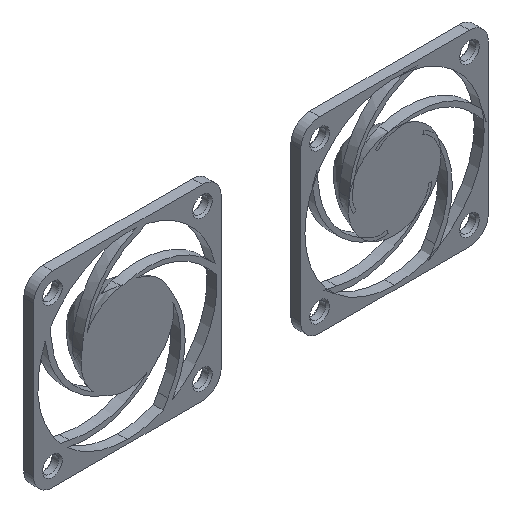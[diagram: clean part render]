
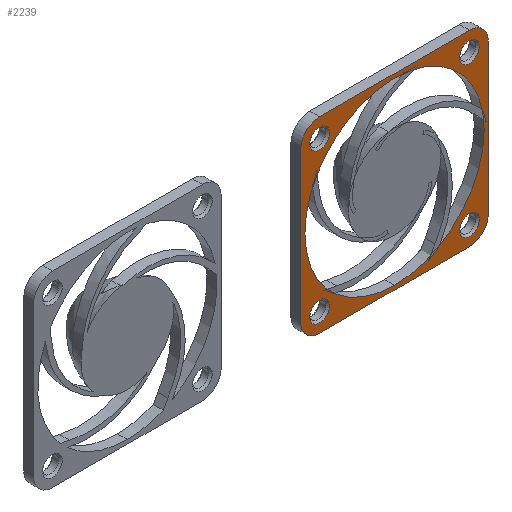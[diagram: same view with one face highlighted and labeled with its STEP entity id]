
A CAD part, isometric view. The second image highlights one B-rep face of the part: STEP entity #2239.
In plain terms, the highlighted planar face has unit normal (0, -1, 0).
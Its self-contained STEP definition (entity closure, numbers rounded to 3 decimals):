
#38=FACE_BOUND('',#688,.T.);
#39=FACE_BOUND('',#689,.T.);
#40=FACE_BOUND('',#690,.T.);
#41=FACE_BOUND('',#691,.T.);
#42=FACE_BOUND('',#692,.T.);
#73=B_SPLINE_CURVE_WITH_KNOTS('',3,(#3213,#3214,#3215,#3216),
 .UNSPECIFIED.,.F.,.F.,(4,4),(0.,0.012),.UNSPECIFIED.);
#75=B_SPLINE_CURVE_WITH_KNOTS('',3,(#3286,#3287,#3288,#3289),
 .UNSPECIFIED.,.F.,.F.,(4,4),(0.,0.012),.UNSPECIFIED.);
#150=LINE('',#3234,#304);
#164=LINE('',#3310,#318);
#167=LINE('',#3318,#321);
#176=LINE('',#3349,#330);
#304=VECTOR('',#2605,10.);
#318=VECTOR('',#2671,10.);
#321=VECTOR('',#2680,10.);
#330=VECTOR('',#2719,10.);
#552=FACE_OUTER_BOUND('',#687,.T.);
#687=EDGE_LOOP('',(#1598,#1599,#1600,#1601,#1602,#1603,#1604,#1605));
#688=EDGE_LOOP('',(#1606));
#689=EDGE_LOOP('',(#1607));
#690=EDGE_LOOP('',(#1608,#1609,#1610,#1611));
#691=EDGE_LOOP('',(#1612));
#692=EDGE_LOOP('',(#1613));
#812=CIRCLE('',#2368,19.132);
#814=CIRCLE('',#2371,4.);
#816=CIRCLE('',#2375,4.);
#823=CIRCLE('',#2386,2.1);
#825=CIRCLE('',#2390,2.1);
#826=CIRCLE('',#2392,19.132);
#832=CIRCLE('',#2401,4.);
#833=CIRCLE('',#2404,4.);
#837=CIRCLE('',#2412,2.1);
#839=CIRCLE('',#2416,2.1);
#922=VERTEX_POINT('',#3196);
#923=VERTEX_POINT('',#3197);
#926=VERTEX_POINT('',#3212);
#928=VERTEX_POINT('',#3224);
#929=VERTEX_POINT('',#3225);
#932=VERTEX_POINT('',#3233);
#934=VERTEX_POINT('',#3239);
#941=VERTEX_POINT('',#3261);
#943=VERTEX_POINT('',#3269);
#944=VERTEX_POINT('',#3273);
#952=VERTEX_POINT('',#3309);
#953=VERTEX_POINT('',#3313);
#954=VERTEX_POINT('',#3317);
#955=VERTEX_POINT('',#3321);
#959=VERTEX_POINT('',#3337);
#961=VERTEX_POINT('',#3345);
#1146=EDGE_CURVE('',#922,#923,#812,.T.);
#1150=EDGE_CURVE('',#926,#922,#73,.T.);
#1153=EDGE_CURVE('',#928,#929,#814,.T.);
#1157=EDGE_CURVE('',#932,#929,#150,.T.);
#1160=EDGE_CURVE('',#932,#934,#816,.T.);
#1172=EDGE_CURVE('',#941,#941,#823,.T.);
#1175=EDGE_CURVE('',#943,#943,#825,.T.);
#1177=EDGE_CURVE('',#944,#923,#826,.T.);
#1180=EDGE_CURVE('',#926,#944,#75,.T.);
#1189=EDGE_CURVE('',#952,#928,#164,.T.);
#1191=EDGE_CURVE('',#952,#953,#832,.T.);
#1193=EDGE_CURVE('',#954,#953,#167,.T.);
#1195=EDGE_CURVE('',#954,#955,#833,.T.);
#1204=EDGE_CURVE('',#959,#959,#837,.T.);
#1207=EDGE_CURVE('',#961,#961,#839,.T.);
#1209=EDGE_CURVE('',#934,#955,#176,.T.);
#1598=ORIENTED_EDGE('',*,*,#1209,.T.);
#1599=ORIENTED_EDGE('',*,*,#1195,.F.);
#1600=ORIENTED_EDGE('',*,*,#1193,.T.);
#1601=ORIENTED_EDGE('',*,*,#1191,.F.);
#1602=ORIENTED_EDGE('',*,*,#1189,.T.);
#1603=ORIENTED_EDGE('',*,*,#1153,.T.);
#1604=ORIENTED_EDGE('',*,*,#1157,.F.);
#1605=ORIENTED_EDGE('',*,*,#1160,.T.);
#1606=ORIENTED_EDGE('',*,*,#1172,.T.);
#1607=ORIENTED_EDGE('',*,*,#1175,.T.);
#1608=ORIENTED_EDGE('',*,*,#1146,.F.);
#1609=ORIENTED_EDGE('',*,*,#1150,.F.);
#1610=ORIENTED_EDGE('',*,*,#1180,.T.);
#1611=ORIENTED_EDGE('',*,*,#1177,.T.);
#1612=ORIENTED_EDGE('',*,*,#1207,.F.);
#1613=ORIENTED_EDGE('',*,*,#1204,.F.);
#2175=PLANE('',#2417);
#2239=ADVANCED_FACE('',(#552,#38,#39,#40,#41,#42),#2175,.T.);
#2368=AXIS2_PLACEMENT_3D('',#3198,#2588,#2589);
#2371=AXIS2_PLACEMENT_3D('',#3226,#2597,#2598);
#2375=AXIS2_PLACEMENT_3D('',#3240,#2610,#2611);
#2386=AXIS2_PLACEMENT_3D('',#3263,#2637,#2638);
#2390=AXIS2_PLACEMENT_3D('',#3270,#2646,#2647);
#2392=AXIS2_PLACEMENT_3D('',#3274,#2651,#2652);
#2401=AXIS2_PLACEMENT_3D('',#3314,#2675,#2676);
#2404=AXIS2_PLACEMENT_3D('',#3322,#2684,#2685);
#2412=AXIS2_PLACEMENT_3D('',#3339,#2705,#2706);
#2416=AXIS2_PLACEMENT_3D('',#3346,#2714,#2715);
#2417=AXIS2_PLACEMENT_3D('',#3348,#2717,#2718);
#2588=DIRECTION('center_axis',(0.,-1.,0.));
#2589=DIRECTION('ref_axis',(1.,0.,0.));
#2597=DIRECTION('center_axis',(0.,-1.,0.));
#2598=DIRECTION('ref_axis',(-0.707,0.,0.707));
#2605=DIRECTION('',(0.,0.,1.));
#2610=DIRECTION('center_axis',(0.,-1.,0.));
#2611=DIRECTION('ref_axis',(-0.707,0.,-0.707));
#2637=DIRECTION('center_axis',(0.,1.,0.));
#2638=DIRECTION('ref_axis',(1.,0.,0.));
#2646=DIRECTION('center_axis',(0.,1.,0.));
#2647=DIRECTION('ref_axis',(1.,0.,0.));
#2651=DIRECTION('center_axis',(0.,1.,0.));
#2652=DIRECTION('ref_axis',(-1.,0.,0.));
#2671=DIRECTION('',(-1.,0.,0.));
#2675=DIRECTION('center_axis',(0.,1.,0.));
#2676=DIRECTION('ref_axis',(0.707,0.,0.707));
#2680=DIRECTION('',(0.,0.,1.));
#2684=DIRECTION('center_axis',(0.,1.,0.));
#2685=DIRECTION('ref_axis',(0.707,0.,-0.707));
#2705=DIRECTION('center_axis',(0.,-1.,0.));
#2706=DIRECTION('ref_axis',(-1.,0.,0.));
#2714=DIRECTION('center_axis',(0.,-1.,0.));
#2715=DIRECTION('ref_axis',(-1.,0.,0.));
#2717=DIRECTION('center_axis',(0.,-1.,0.));
#2718=DIRECTION('ref_axis',(0.,0.,
-1.));
#2719=DIRECTION('',(1.,0.,0.));
#3196=CARTESIAN_POINT('',(8.365,-47.86,86.904));
#3197=CARTESIAN_POINT('',(8.488,-47.86,48.64));
#3198=CARTESIAN_POINT('Origin',(8.488,-47.86,67.772));
#3212=CARTESIAN_POINT('',(8.488,-47.86,86.904));
#3213=CARTESIAN_POINT('Ctrl Pts',(8.488,-47.86,86.904));
#3214=CARTESIAN_POINT('Ctrl Pts',(8.448,-47.86,86.904));
#3215=CARTESIAN_POINT('Ctrl Pts',(8.407,-47.86,86.904));
#3216=CARTESIAN_POINT('Ctrl Pts',(8.365,-47.86,86.904));
#3224=CARTESIAN_POINT('',(-7.512,-47.86,87.772));
#3225=CARTESIAN_POINT('',(-11.512,-47.86,83.772));
#3226=CARTESIAN_POINT('Origin',(-7.512,-47.86,83.772));
#3233=CARTESIAN_POINT('',(-11.512,-47.86,51.772));
#3234=CARTESIAN_POINT('',(-11.512,-47.86,69.267));
#3239=CARTESIAN_POINT('',(-7.512,-47.86,47.772));
#3240=CARTESIAN_POINT('Origin',(-7.512,-47.86,51.772));
#3261=CARTESIAN_POINT('',(-9.612,-47.86,83.772));
#3263=CARTESIAN_POINT('Origin',(-7.512,-47.86,83.772));
#3269=CARTESIAN_POINT('',(-9.612,-47.86,51.772));
#3270=CARTESIAN_POINT('Origin',(-7.512,-47.86,51.772));
#3273=CARTESIAN_POINT('',(8.611,-47.86,86.904));
#3274=CARTESIAN_POINT('Origin',(8.488,-47.86,67.772));
#3286=CARTESIAN_POINT('Ctrl Pts',(8.488,-47.86,86.904));
#3287=CARTESIAN_POINT('Ctrl Pts',(8.528,-47.86,86.904));
#3288=CARTESIAN_POINT('Ctrl Pts',(8.569,-47.86,86.904));
#3289=CARTESIAN_POINT('Ctrl Pts',(8.611,-47.86,86.904));
#3309=CARTESIAN_POINT('',(24.488,-47.86,87.772));
#3310=CARTESIAN_POINT('',(-4.012,-47.86,87.772));
#3313=CARTESIAN_POINT('',(28.488,-47.86,83.772));
#3314=CARTESIAN_POINT('Origin',(24.488,-47.86,83.772));
#3317=CARTESIAN_POINT('',(28.488,-47.86,51.772));
#3318=CARTESIAN_POINT('',(28.488,-47.86,69.267));
#3321=CARTESIAN_POINT('',(24.488,-47.86,47.772));
#3322=CARTESIAN_POINT('Origin',(24.488,-47.86,51.772));
#3337=CARTESIAN_POINT('',(26.588,-47.86,83.772));
#3339=CARTESIAN_POINT('Origin',(24.488,-47.86,83.772));
#3345=CARTESIAN_POINT('',(26.588,-47.86,51.772));
#3346=CARTESIAN_POINT('Origin',(24.488,-47.86,51.772));
#3348=CARTESIAN_POINT('Origin',(3.488,-47.86,50.762));
#3349=CARTESIAN_POINT('',(15.988,-47.86,47.772));
